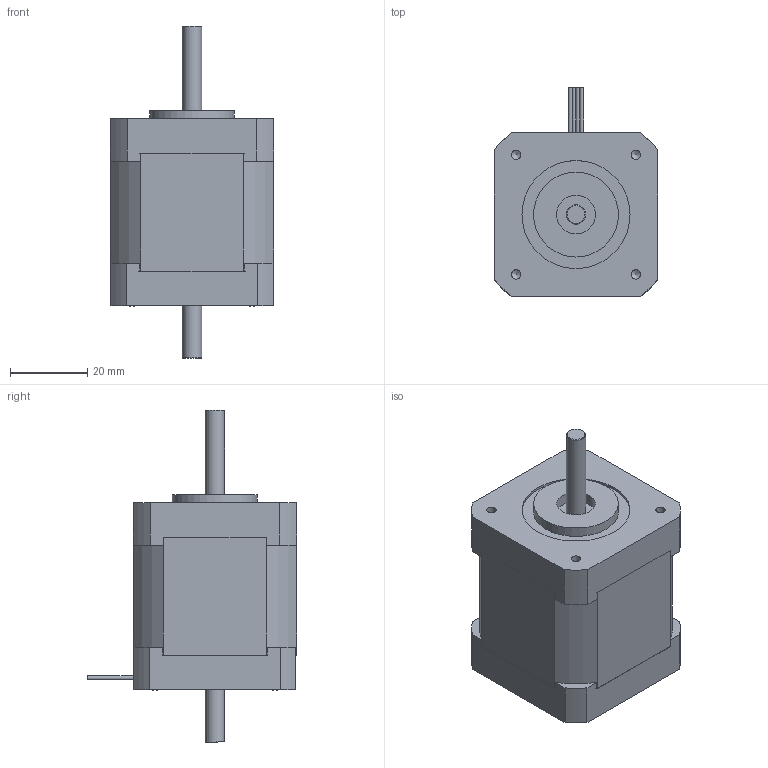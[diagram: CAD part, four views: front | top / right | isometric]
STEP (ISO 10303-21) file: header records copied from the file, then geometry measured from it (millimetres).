
FILE_DESCRIPTION(/* description */ (''),/* implementation_level */ '2;1');
FILE_NAME(/* name */ 'ST4118L1804-B.stp',/* time_stamp */ '2020-06-25T09:31:30+02:00',/* author */ ('angelika.schneid'),/* organization */ (''),/* preprocessor_version */ 'ST-DEVELOPER v17.2',/* originating_system */ 'Autodesk Inventor 2019',/* authorisation */ '');
FILE_SCHEMA (('AUTOMOTIVE_DESIGN { 1 0 10303 214 3 1 1 }'));
Length unit declared in the file: millimetre
Products named in the file (1): ST4118L..._B_Shrinkwrap_1
Bounding box: 42.3 x 54.15 x 86 mm (x, y, z)
Volume: 83603.6 mm3; surface area: 21006.7 mm2
Topology: 11 solids, 11 shells, 264 faces, 691 edges, 459 vertices
Faces by surface type: plane 126, cone 67, cylinder 63, sphere 4, torus 4
Full cylindrical faces by diameter (mm): 1 x5, 2.013 x2, 2.275 x4, 2.459 x4, 2.5 x4, 2.7 x4, 5 x4, 6 x4, 9 x1, 10 x1, 22 x1, 28 x1
Entity records: 8607 total; most frequent: CARTESIAN_POINT 1601, DIRECTION 1470, ORIENTED_EDGE 1370, EDGE_CURVE 685, AXIS2_PLACEMENT_3D 600, VERTEX_POINT 459, CIRCLE 319, EDGE_LOOP 297
